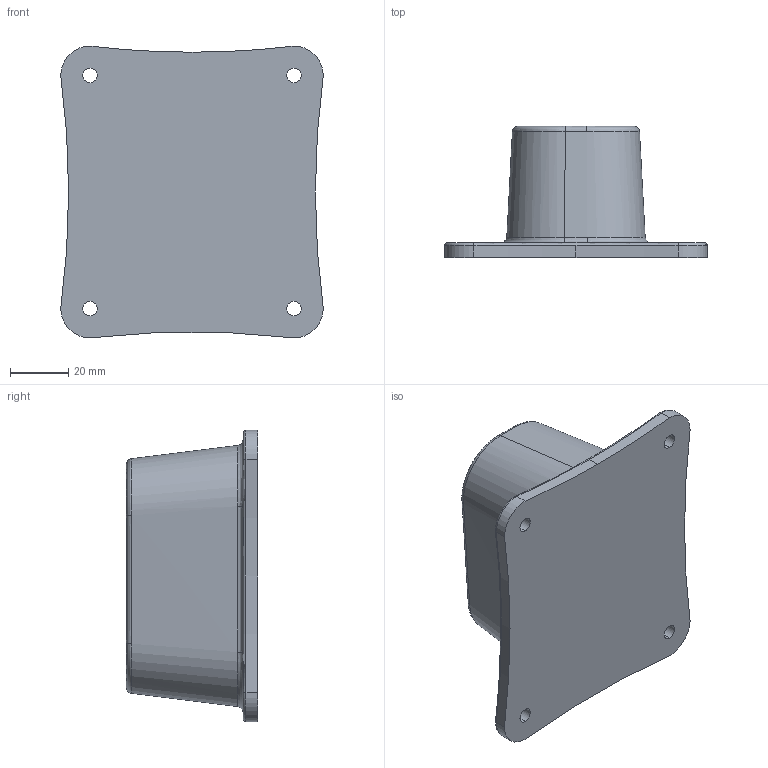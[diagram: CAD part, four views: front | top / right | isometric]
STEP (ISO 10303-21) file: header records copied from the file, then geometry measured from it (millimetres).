
FILE_DESCRIPTION (( 'STEP AP203' ), '1' );
FILE_NAME ('Kaki_Default_sldprt.STEP', '2017-12-16T02:02:38', ( '' ), ( '' ), 'SwSTEP 2.0', 'SolidWorks 2016', '' );
FILE_SCHEMA (( 'CONFIG_CONTROL_DESIGN' ));
Length unit declared in the file: millimetre
Products named in the file (1): Kaki_Default_sldprt
Bounding box: 90 x 45 x 100 mm (x, y, z)
Volume: 155622.2 mm3; surface area: 28781.7 mm2
Topology: 1 solids, 1 shells, 50 faces, 130 edges, 84 vertices
Faces by surface type: cylinder 19, bspline 18, torus 9, plane 4
Entity records: 3410 total; most frequent: CARTESIAN_POINT 2189, ORIENTED_EDGE 260, DIRECTION 215, EDGE_CURVE 130, AXIS2_PLACEMENT_3D 98, VERTEX_POINT 84, CIRCLE 65, EDGE_LOOP 60
